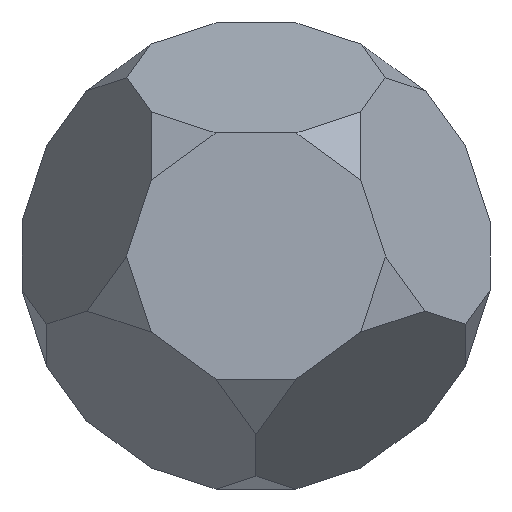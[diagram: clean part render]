
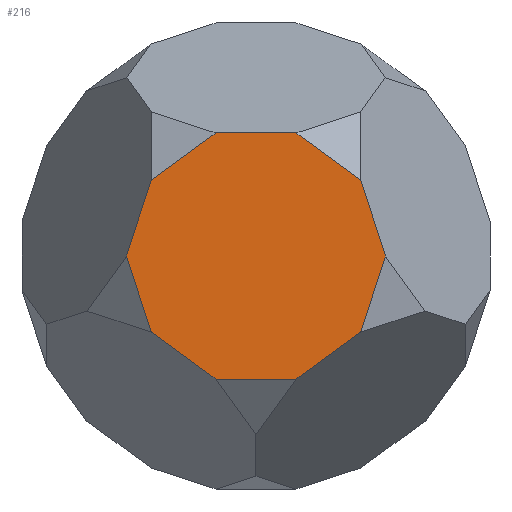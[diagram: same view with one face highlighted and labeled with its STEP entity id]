
A CAD part, front view. The second image highlights one B-rep face of the part: STEP entity #216.
In plain terms, the highlighted free-form (B-spline) face has degree [1, 1] with [2, 2] control points.
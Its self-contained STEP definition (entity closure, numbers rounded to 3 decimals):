
#73 = VERTEX_POINT('',#74);
#74 = CARTESIAN_POINT('',(-73.455,-731.581,
    -226.071));
#79 = EDGE_CURVE('',#80,#73,#82,.T.);
#80 = VERTEX_POINT('',#81);
#81 = CARTESIAN_POINT('',(-192.307,-731.581,-139.72)
  );
#82 = B_SPLINE_CURVE_WITH_KNOTS('',1,(#83,#84),.UNSPECIFIED.,.F.,.F.,(2,
    2),(0.,100.),.PIECEWISE_BEZIER_KNOTS.);
#83 = CARTESIAN_POINT('',(-192.307,-731.581,-139.72)
  );
#84 = CARTESIAN_POINT('',(-73.455,-731.581,
    -226.071));
#100 = VERTEX_POINT('',#101);
#101 = CARTESIAN_POINT('',(73.455,-731.581,
    -226.071));
#106 = EDGE_CURVE('',#100,#73,#107,.T.);
#107 = B_SPLINE_CURVE_WITH_KNOTS('',1,(#108,#109),.UNSPECIFIED.,.F.,.F.,
  (2,2),(0.,100.),.PIECEWISE_BEZIER_KNOTS.);
#108 = CARTESIAN_POINT('',(73.455,-731.581,
    -226.071));
#109 = CARTESIAN_POINT('',(-73.455,-731.581,
    -226.071));
#141 = EDGE_CURVE('',#142,#100,#144,.T.);
#142 = VERTEX_POINT('',#143);
#143 = CARTESIAN_POINT('',(192.307,-731.581,
    -139.72));
#144 = B_SPLINE_CURVE_WITH_KNOTS('',1,(#145,#146),.UNSPECIFIED.,.F.,.F.,
  (2,2),(-0.,100.),.PIECEWISE_BEZIER_KNOTS.);
#145 = CARTESIAN_POINT('',(192.307,-731.581,
    -139.72));
#146 = CARTESIAN_POINT('',(73.455,-731.581,
    -226.071));
#201 = VERTEX_POINT('',#202);
#202 = CARTESIAN_POINT('',(237.705,-731.581,
    0.));
#207 = EDGE_CURVE('',#201,#142,#208,.T.);
#208 = B_SPLINE_CURVE_WITH_KNOTS('',1,(#209,#210),.UNSPECIFIED.,.F.,.F.,
  (2,2),(0.,100.),.PIECEWISE_BEZIER_KNOTS.);
#209 = CARTESIAN_POINT('',(237.705,-731.581,
    0.));
#210 = CARTESIAN_POINT('',(192.307,-731.581,
    -139.72));
#216 = ADVANCED_FACE('',(#217),#263,.T.);
#217 = FACE_BOUND('',#218,.T.);
#218 = EDGE_LOOP('',(#219,#228,#235,#240,#241,#242,#243,#244,#251,#258)
  );
#219 = ORIENTED_EDGE('',*,*,#220,.F.);
#220 = EDGE_CURVE('',#221,#223,#225,.T.);
#221 = VERTEX_POINT('',#222);
#222 = CARTESIAN_POINT('',(-192.307,-731.581,139.72)
  );
#223 = VERTEX_POINT('',#224);
#224 = CARTESIAN_POINT('',(-73.455,-731.581,
    226.071));
#225 = B_SPLINE_CURVE_WITH_KNOTS('',1,(#226,#227),.UNSPECIFIED.,.F.,.F.,
  (2,2),(0.,100.),.PIECEWISE_BEZIER_KNOTS.);
#226 = CARTESIAN_POINT('',(-192.307,-731.581,139.72)
  );
#227 = CARTESIAN_POINT('',(-73.455,-731.581,
    226.071));
#228 = ORIENTED_EDGE('',*,*,#229,.T.);
#229 = EDGE_CURVE('',#221,#230,#232,.T.);
#230 = VERTEX_POINT('',#231);
#231 = CARTESIAN_POINT('',(-237.705,-731.581,
    0.));
#232 = B_SPLINE_CURVE_WITH_KNOTS('',1,(#233,#234),.UNSPECIFIED.,.F.,.F.,
  (2,2),(-0.,100.),.PIECEWISE_BEZIER_KNOTS.);
#233 = CARTESIAN_POINT('',(-192.307,-731.581,139.72)
  );
#234 = CARTESIAN_POINT('',(-237.705,-731.581,
    0.));
#235 = ORIENTED_EDGE('',*,*,#236,.F.);
#236 = EDGE_CURVE('',#80,#230,#237,.T.);
#237 = B_SPLINE_CURVE_WITH_KNOTS('',1,(#238,#239),.UNSPECIFIED.,.F.,.F.,
  (2,2),(0.,100.),.PIECEWISE_BEZIER_KNOTS.);
#238 = CARTESIAN_POINT('',(-192.307,-731.581,-139.72)
  );
#239 = CARTESIAN_POINT('',(-237.705,-731.581,
    0.));
#240 = ORIENTED_EDGE('',*,*,#79,.T.);
#241 = ORIENTED_EDGE('',*,*,#106,.F.);
#242 = ORIENTED_EDGE('',*,*,#141,.F.);
#243 = ORIENTED_EDGE('',*,*,#207,.F.);
#244 = ORIENTED_EDGE('',*,*,#245,.T.);
#245 = EDGE_CURVE('',#201,#246,#248,.T.);
#246 = VERTEX_POINT('',#247);
#247 = CARTESIAN_POINT('',(192.307,-731.581,
    139.72));
#248 = B_SPLINE_CURVE_WITH_KNOTS('',1,(#249,#250),.UNSPECIFIED.,.F.,.F.,
  (2,2),(0.,100.),.PIECEWISE_BEZIER_KNOTS.);
#249 = CARTESIAN_POINT('',(237.705,-731.581,
    0.));
#250 = CARTESIAN_POINT('',(192.307,-731.581,
    139.72));
#251 = ORIENTED_EDGE('',*,*,#252,.F.);
#252 = EDGE_CURVE('',#253,#246,#255,.T.);
#253 = VERTEX_POINT('',#254);
#254 = CARTESIAN_POINT('',(73.455,-731.581,
    226.071));
#255 = B_SPLINE_CURVE_WITH_KNOTS('',1,(#256,#257),.UNSPECIFIED.,.F.,.F.,
  (2,2),(0.,100.),.PIECEWISE_BEZIER_KNOTS.);
#256 = CARTESIAN_POINT('',(73.455,-731.581,
    226.071));
#257 = CARTESIAN_POINT('',(192.307,-731.581,
    139.72));
#258 = ORIENTED_EDGE('',*,*,#259,.T.);
#259 = EDGE_CURVE('',#253,#223,#260,.T.);
#260 = B_SPLINE_CURVE_WITH_KNOTS('',1,(#261,#262),.UNSPECIFIED.,.F.,.F.,
  (2,2),(0.,100.),.PIECEWISE_BEZIER_KNOTS.);
#261 = CARTESIAN_POINT('',(73.455,-731.581,
    226.071));
#262 = CARTESIAN_POINT('',(-73.455,-731.581,
    226.071));
#263 = B_SPLINE_SURFACE_WITH_KNOTS('',1,1,(
    (#264,#265)
    ,(#266,#267
    )),.UNSPECIFIED.,.F.,.F.,.F.,(2,2),(2,2),(-153.884,
    153.884),(0.001,323.608),
  .PIECEWISE_BEZIER_KNOTS.);
#264 = CARTESIAN_POINT('',(-237.705,-731.581,
    226.071));
#265 = CARTESIAN_POINT('',(237.705,-731.581,
    226.071));
#266 = CARTESIAN_POINT('',(-237.705,-731.581,
    -226.071));
#267 = CARTESIAN_POINT('',(237.705,-731.581,
    -226.071));
